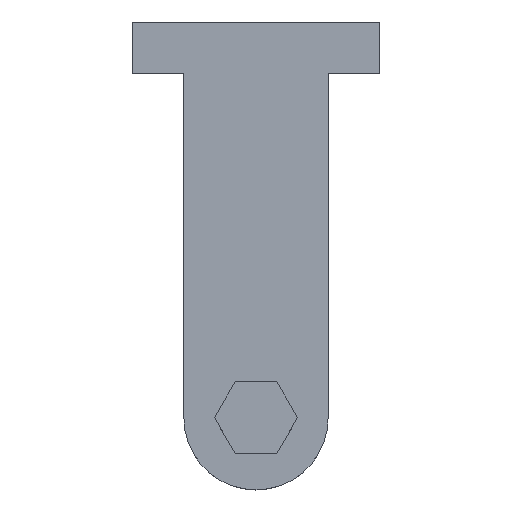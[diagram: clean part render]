
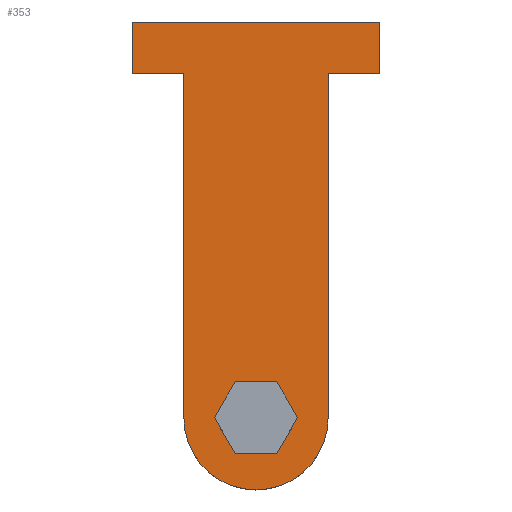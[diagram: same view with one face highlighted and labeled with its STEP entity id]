
A CAD part, top view. The second image highlights one B-rep face of the part: STEP entity #353.
In plain terms, the highlighted planar face has unit normal (0, 0, 1).
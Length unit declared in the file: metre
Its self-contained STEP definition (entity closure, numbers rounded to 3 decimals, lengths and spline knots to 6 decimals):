
#17=LINE('',#505,#59);
#23=LINE('',#520,#65);
#28=LINE('',#534,#70);
#31=LINE('',#541,#73);
#33=LINE('',#544,#75);
#36=LINE('',#550,#78);
#37=LINE('',#553,#79);
#39=LINE('',#556,#81);
#40=LINE('',#559,#82);
#41=LINE('',#561,#83);
#42=LINE('',#563,#84);
#43=LINE('',#565,#85);
#44=LINE('',#567,#86);
#59=VECTOR('',#410,1.);
#65=VECTOR('',#420,1.);
#70=VECTOR('',#433,1.);
#73=VECTOR('',#440,1.);
#75=VECTOR('',#444,1.);
#78=VECTOR('',#449,1.);
#79=VECTOR('',#454,1.);
#81=VECTOR('',#458,1.);
#82=VECTOR('',#459,1.);
#83=VECTOR('',#460,1.);
#84=VECTOR('',#461,1.);
#85=VECTOR('',#462,1.);
#86=VECTOR('',#463,1.);
#139=ORIENTED_EDGE('',*,*,#225,.F.);
#140=ORIENTED_EDGE('',*,*,#226,.F.);
#141=ORIENTED_EDGE('',*,*,#227,.F.);
#142=ORIENTED_EDGE('',*,*,#228,.F.);
#143=ORIENTED_EDGE('',*,*,#229,.F.);
#144=ORIENTED_EDGE('',*,*,#230,.F.);
#145=ORIENTED_EDGE('',*,*,#205,.F.);
#146=ORIENTED_EDGE('',*,*,#208,.T.);
#147=ORIENTED_EDGE('',*,*,#212,.T.);
#148=ORIENTED_EDGE('',*,*,#216,.T.);
#149=ORIENTED_EDGE('',*,*,#218,.T.);
#150=ORIENTED_EDGE('',*,*,#198,.F.);
#151=ORIENTED_EDGE('',*,*,#221,.F.);
#152=ORIENTED_EDGE('',*,*,#223,.T.);
#198=EDGE_CURVE('',#246,#247,#17,.T.);
#205=EDGE_CURVE('',#253,#249,#23,.T.);
#208=EDGE_CURVE('',#253,#255,#278,.T.);
#212=EDGE_CURVE('',#255,#258,#28,.T.);
#216=EDGE_CURVE('',#258,#260,#31,.T.);
#218=EDGE_CURVE('',#260,#247,#33,.T.);
#221=EDGE_CURVE('',#262,#246,#36,.T.);
#223=EDGE_CURVE('',#262,#249,#37,.T.);
#225=EDGE_CURVE('',#263,#264,#39,.T.);
#226=EDGE_CURVE('',#265,#263,#40,.T.);
#227=EDGE_CURVE('',#266,#265,#41,.T.);
#228=EDGE_CURVE('',#267,#266,#42,.T.);
#229=EDGE_CURVE('',#268,#267,#43,.T.);
#230=EDGE_CURVE('',#264,#268,#44,.T.);
#246=VERTEX_POINT('',#504);
#247=VERTEX_POINT('',#506);
#249=VERTEX_POINT('',#512);
#253=VERTEX_POINT('',#519);
#255=VERTEX_POINT('',#525);
#258=VERTEX_POINT('',#533);
#260=VERTEX_POINT('',#540);
#262=VERTEX_POINT('',#549);
#263=VERTEX_POINT('',#557);
#264=VERTEX_POINT('',#558);
#265=VERTEX_POINT('',#560);
#266=VERTEX_POINT('',#562);
#267=VERTEX_POINT('',#564);
#268=VERTEX_POINT('',#566);
#278=CIRCLE('',#383,0.007021);
#291=EDGE_LOOP('',(#139,#140,#141,#142,#143,#144));
#292=EDGE_LOOP('',(#145,#146,#147,#148,#149,#150,#151,#152));
#315=FACE_BOUND('',#291,.T.);
#316=FACE_BOUND('',#292,.T.);
#336=PLANE('',#391);
#353=ADVANCED_FACE('',(#315,#316),#336,.T.);
#383=AXIS2_PLACEMENT_3D('',#526,#426,#427);
#391=AXIS2_PLACEMENT_3D('',#555,#456,#457);
#410=DIRECTION('',(1.,0.,0.));
#420=DIRECTION('',(0.,1.,0.));
#426=DIRECTION('',(0.,0.,1.));
#427=DIRECTION('',(0.,-1.,0.));
#433=DIRECTION('',(0.,1.,0.));
#440=DIRECTION('',(1.,0.,0.));
#444=DIRECTION('',(0.,1.,0.));
#449=DIRECTION('',(0.,1.,0.));
#454=DIRECTION('',(1.,0.,0.));
#456=DIRECTION('',(0.,0.,1.));
#457=DIRECTION('',(1.,0.,0.));
#458=DIRECTION('',(0.5,0.866,0.));
#459=DIRECTION('',(1.,0.,0.));
#460=DIRECTION('',(0.5,-0.866,0.));
#461=DIRECTION('',(-0.5,-0.866,0.));
#462=DIRECTION('',(-1.,0.,0.));
#463=DIRECTION('',(-0.5,0.866,0.));
#504=CARTESIAN_POINT('',(-0.012021,0.0385,0.005));
#505=CARTESIAN_POINT('',(0.,0.0385,0.005));
#506=CARTESIAN_POINT('',(0.012021,0.0385,0.005));
#512=CARTESIAN_POINT('',(-0.007021,0.0335,0.005));
#519=CARTESIAN_POINT('',(-0.007021,0.,0.005));
#520=CARTESIAN_POINT('',(-0.007021,0.01675,0.005));
#525=CARTESIAN_POINT('',(0.007021,0.,0.005));
#526=CARTESIAN_POINT('',(0.,0.,0.005));
#533=CARTESIAN_POINT('',(0.007021,0.0335,0.005));
#534=CARTESIAN_POINT('',(0.007021,0.01675,0.005));
#540=CARTESIAN_POINT('',(0.012021,0.0335,0.005));
#541=CARTESIAN_POINT('',(0.009521,0.0335,0.005));
#544=CARTESIAN_POINT('',(0.012021,0.036,0.005));
#549=CARTESIAN_POINT('',(-0.012021,0.0335,0.005));
#550=CARTESIAN_POINT('',(-0.012021,0.036,0.005));
#553=CARTESIAN_POINT('',(-0.009521,0.0335,0.005));
#555=CARTESIAN_POINT('',(0.,0.01574,0.005));
#556=CARTESIAN_POINT('',(0.003031,-0.00175,0.005));
#557=CARTESIAN_POINT('',(0.002021,-0.0035,0.005));
#558=CARTESIAN_POINT('',(0.004041,0.,0.005));
#559=CARTESIAN_POINT('',(0.,-0.0035,0.005));
#560=CARTESIAN_POINT('',(-0.002021,-0.0035,0.005));
#561=CARTESIAN_POINT('',(-0.003031,-0.00175,0.005));
#562=CARTESIAN_POINT('',(-0.004041,0.,0.005));
#563=CARTESIAN_POINT('',(-0.003031,0.00175,0.005));
#564=CARTESIAN_POINT('',(-0.002021,0.0035,0.005));
#565=CARTESIAN_POINT('',(0.,0.0035,0.005));
#566=CARTESIAN_POINT('',(0.002021,0.0035,0.005));
#567=CARTESIAN_POINT('',(0.003031,0.00175,0.005));
